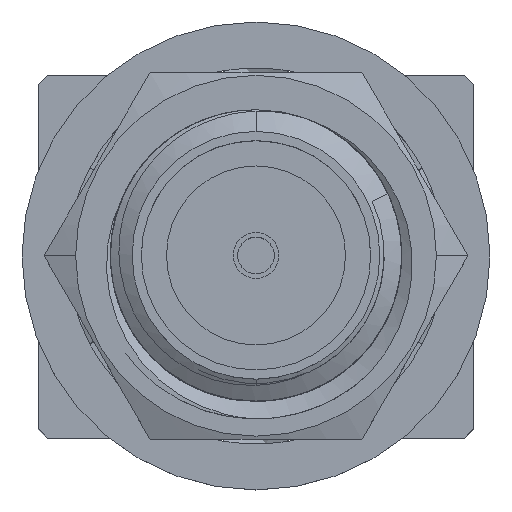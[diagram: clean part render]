
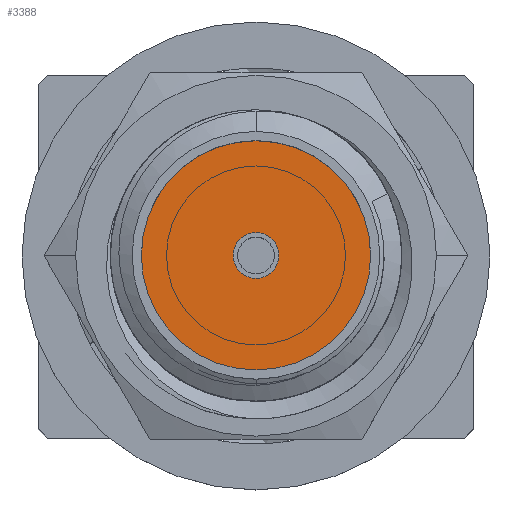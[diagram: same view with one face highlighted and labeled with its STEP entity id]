
A CAD part, top view. The second image highlights one B-rep face of the part: STEP entity #3388.
In plain terms, the highlighted face is planar.
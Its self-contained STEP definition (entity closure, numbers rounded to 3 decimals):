
#393 = DIRECTION ( 'NONE',  ( 0., 0., 1. ) ) ;
#660 = CARTESIAN_POINT ( 'NONE',  ( 0., 10.9, 0. ) ) ;
#1044 = DIRECTION ( 'NONE',  ( 0., 1., 0. ) ) ;
#1224 = AXIS2_PLACEMENT_3D ( 'NONE', #660, #2940, #13183 ) ;
#1266 = CIRCLE ( 'NONE', #1224, 2.5 ) ;
#1363 = FACE_OUTER_BOUND ( 'NONE', #14806, .T. ) ;
#2234 = PLANE ( 'NONE',  #13387 ) ;
#2803 = CARTESIAN_POINT ( 'NONE',  ( 0., 10.9, 2.5 ) ) ;
#2940 = DIRECTION ( 'NONE',  ( 0., 1., 0. ) ) ;
#3278 = DIRECTION ( 'NONE',  ( 0., 1., 0. ) ) ;
#3327 = CARTESIAN_POINT ( 'NONE',  ( 0., 10.9, 0. ) ) ;
#3388 = ADVANCED_FACE ( 'NONE', ( #4407, #1363 ), #2234, .T. ) ;
#3496 = EDGE_CURVE ( 'NONE', #4556, #10156, #11769, .T. ) ;
#4006 = AXIS2_PLACEMENT_3D ( 'NONE', #10808, #4933, #393 ) ;
#4407 = FACE_BOUND ( 'NONE', #11914, .T. ) ;
#4556 = VERTEX_POINT ( 'NONE', #5585 ) ;
#4770 = EDGE_CURVE ( 'NONE', #10156, #4556, #10522, .T. ) ;
#4933 = DIRECTION ( 'NONE',  ( 0., 1., 0. ) ) ;
#5450 = EDGE_CURVE ( 'NONE', #8684, #13462, #13210, .T. ) ;
#5585 = CARTESIAN_POINT ( 'NONE',  ( 0., 10.9, 0.5 ) ) ;
#5619 = DIRECTION ( 'NONE',  ( 0., 0., 1. ) ) ;
#6052 = ORIENTED_EDGE ( 'NONE', *, *, #3496, .F. ) ;
#6559 = ORIENTED_EDGE ( 'NONE', *, *, #5450, .T. ) ;
#7194 = AXIS2_PLACEMENT_3D ( 'NONE', #10331, #7992, #5619 ) ;
#7465 = ORIENTED_EDGE ( 'NONE', *, *, #9951, .T. ) ;
#7992 = DIRECTION ( 'NONE',  ( 0., 1., 0. ) ) ;
#8684 = VERTEX_POINT ( 'NONE', #2803 ) ;
#9178 = CARTESIAN_POINT ( 'NONE',  ( 0., 10.9, -0.5 ) ) ;
#9951 = EDGE_CURVE ( 'NONE', #13462, #8684, #1266, .T. ) ;
#10156 = VERTEX_POINT ( 'NONE', #9178 ) ;
#10331 = CARTESIAN_POINT ( 'NONE',  ( 0., 10.9, 0. ) ) ;
#10522 = CIRCLE ( 'NONE', #7194, 0.5 ) ;
#10808 = CARTESIAN_POINT ( 'NONE',  ( 0., 10.9, 0. ) ) ;
#11254 = DIRECTION ( 'NONE',  ( 0., 0., 1. ) ) ;
#11769 = CIRCLE ( 'NONE', #12409, 0.5 ) ;
#11914 = EDGE_LOOP ( 'NONE', ( #6052, #12940 ) ) ;
#12409 = AXIS2_PLACEMENT_3D ( 'NONE', #3327, #3278, #11254 ) ;
#12734 = CARTESIAN_POINT ( 'NONE',  ( 0., 10.9, -2.5 ) ) ;
#12940 = ORIENTED_EDGE ( 'NONE', *, *, #4770, .F. ) ;
#13183 = DIRECTION ( 'NONE',  ( 0., 0., 1. ) ) ;
#13210 = CIRCLE ( 'NONE', #4006, 2.5 ) ;
#13387 = AXIS2_PLACEMENT_3D ( 'NONE', #14680, #1044, #14728 ) ;
#13462 = VERTEX_POINT ( 'NONE', #12734 ) ;
#14680 = CARTESIAN_POINT ( 'NONE',  ( 0., 10.9, 0. ) ) ;
#14728 = DIRECTION ( 'NONE',  ( 0., 0., 1. ) ) ;
#14806 = EDGE_LOOP ( 'NONE', ( #7465, #6559 ) ) ;
